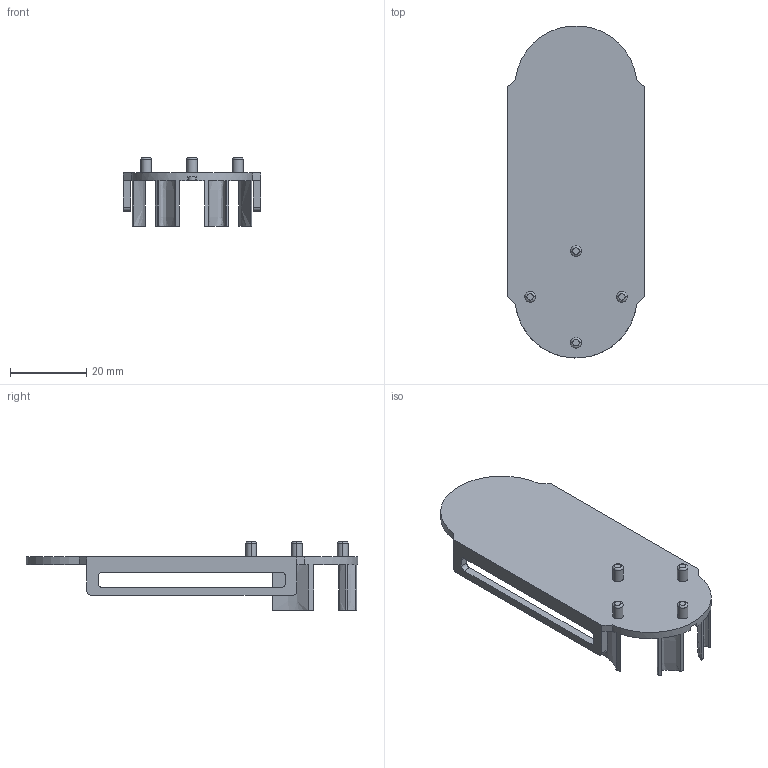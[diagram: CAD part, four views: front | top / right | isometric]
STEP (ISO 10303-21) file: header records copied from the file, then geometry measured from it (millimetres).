
FILE_DESCRIPTION((''),'2;1');
FILE_NAME('RECEIVE_COIL','2025-09-17T10:37:35',('user'),(''),'CREO PARAMETRIC BY PTC INC, 2018050','CREO PARAMETRIC BY PTC INC, 2018050','');
FILE_SCHEMA(('CONFIG_CONTROL_DESIGN'));
Length unit declared in the file: millimetre
Products named in the file (1): RECEIVE_COIL
Bounding box: 36 x 86.94 x 18 mm (x, y, z)
Volume: 6858.9 mm3; surface area: 8713.1 mm2
Topology: 1 solids, 1 shells, 88 faces, 234 edges, 152 vertices
Faces by surface type: plane 43, cylinder 29, extrusion 8, torus 8
Entity records: 2879 total; most frequent: CARTESIAN_POINT 589, DIRECTION 474, ORIENTED_EDGE 468, EDGE_CURVE 234, AXIS2_PLACEMENT_3D 168, VERTEX_POINT 152, VECTOR 138, LINE 130
